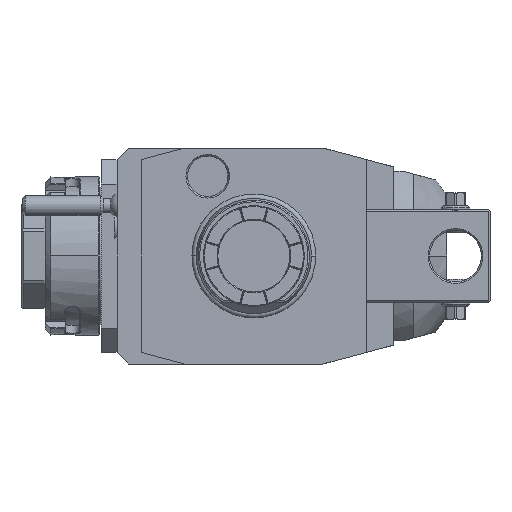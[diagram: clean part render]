
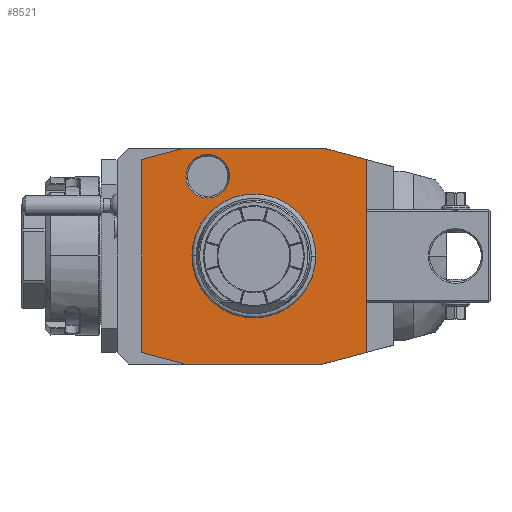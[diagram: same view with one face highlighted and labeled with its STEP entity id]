
A CAD part, front view. The second image highlights one B-rep face of the part: STEP entity #8521.
In plain terms, the highlighted planar face has unit normal (0, -1, 0).
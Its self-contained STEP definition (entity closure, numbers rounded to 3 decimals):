
#1=DIRECTION('',(-1.,0.,0.));
#2=VECTOR('',#1,48.);
#3=CARTESIAN_POINT('',(24.,0.,37.5));
#4=LINE('',#3,#2);
#5=DIRECTION('',(-0.966,0.,0.259));
#6=VECTOR('',#5,15.529);
#7=CARTESIAN_POINT('',(39.,0.,33.481));
#8=LINE('',#7,#6);
#9=DIRECTION('',(0.,0.,1.));
#10=VECTOR('',#9,66.962);
#11=CARTESIAN_POINT('',(39.,0.,-33.481));
#12=LINE('',#11,#10);
#13=DIRECTION('',(0.966,0.,0.259));
#14=VECTOR('',#13,15.529);
#15=CARTESIAN_POINT('',(24.,0.,-37.5));
#16=LINE('',#15,#14);
#17=DIRECTION('',(1.,0.,0.));
#18=VECTOR('',#17,48.);
#19=CARTESIAN_POINT('',(-24.,0.,-37.5));
#20=LINE('',#19,#18);
#21=DIRECTION('',(0.966,0.,-0.259));
#22=VECTOR('',#21,15.529);
#23=CARTESIAN_POINT('',(-39.,0.,-33.481));
#24=LINE('',#23,#22);
#25=DIRECTION('',(0.,0.,-1.));
#26=VECTOR('',#25,66.962);
#27=CARTESIAN_POINT('',(-39.,0.,33.481));
#28=LINE('',#27,#26);
#29=DIRECTION('',(-0.966,0.,-0.259));
#30=VECTOR('',#29,15.529);
#31=CARTESIAN_POINT('',(-24.,0.,37.5));
#32=LINE('',#31,#30);
#33=CARTESIAN_POINT('',(-16.,0.,27.713));
#34=DIRECTION('',(0.,1.,0.));
#35=DIRECTION('',(1.,0.,0.));
#36=AXIS2_PLACEMENT_3D('',#33,#34,#35);
#38=CARTESIAN_POINT('',(-16.,0.,27.713));
#39=DIRECTION('',(0.,1.,0.));
#40=DIRECTION('',(-1.,0.,0.));
#41=AXIS2_PLACEMENT_3D('',#38,#39,#40);
#5223=CARTESIAN_POINT('',(0.,0.,0.));
#5224=DIRECTION('',(0.,1.,0.));
#5225=DIRECTION('',(-1.,0.,0.));
#5226=AXIS2_PLACEMENT_3D('',#5223,#5224,#5225);
#5228=CARTESIAN_POINT('',(0.,0.,0.));
#5229=DIRECTION('',(0.,1.,0.));
#5230=DIRECTION('',(1.,0.,0.));
#5231=AXIS2_PLACEMENT_3D('',#5228,#5229,#5230);
#7522=CARTESIAN_POINT('',(-8.423,0.,27.713));
#7523=CARTESIAN_POINT('',(-23.577,0.,27.713));
#7524=VERTEX_POINT('',#7522);
#7525=VERTEX_POINT('',#7523);
#8340=CARTESIAN_POINT('',(24.,0.,37.5));
#8341=CARTESIAN_POINT('',(-24.,0.,37.5));
#8342=VERTEX_POINT('',#8340);
#8343=VERTEX_POINT('',#8341);
#8344=CARTESIAN_POINT('',(39.,0.,-33.481));
#8345=CARTESIAN_POINT('',(39.,0.,33.481));
#8346=VERTEX_POINT('',#8344);
#8347=VERTEX_POINT('',#8345);
#8348=CARTESIAN_POINT('',(-39.,0.,-33.481));
#8349=CARTESIAN_POINT('',(-24.,0.,-37.5));
#8350=VERTEX_POINT('',#8348);
#8351=VERTEX_POINT('',#8349);
#8352=CARTESIAN_POINT('',(-39.,0.,33.481));
#8353=VERTEX_POINT('',#8352);
#8378=CARTESIAN_POINT('',(24.,0.,-37.5));
#8379=VERTEX_POINT('',#8378);
#8392=CARTESIAN_POINT('',(-21.137,0.,0.));
#8393=CARTESIAN_POINT('',(21.137,0.,0.));
#8394=VERTEX_POINT('',#8392);
#8395=VERTEX_POINT('',#8393);
#8486=CARTESIAN_POINT('',(0.,0.,0.));
#8487=DIRECTION('',(0.,-1.,0.));
#8488=DIRECTION('',(-1.,0.,0.));
#8489=AXIS2_PLACEMENT_3D('',#8486,#8487,#8488);
#8490=PLANE('',#8489);
#8492=ORIENTED_EDGE('',*,*,#8491,.F.);
#8494=ORIENTED_EDGE('',*,*,#8493,.F.);
#8496=ORIENTED_EDGE('',*,*,#8495,.F.);
#8498=ORIENTED_EDGE('',*,*,#8497,.F.);
#8500=ORIENTED_EDGE('',*,*,#8499,.F.);
#8502=ORIENTED_EDGE('',*,*,#8501,.F.);
#8504=ORIENTED_EDGE('',*,*,#8503,.F.);
#8506=ORIENTED_EDGE('',*,*,#8505,.F.);
#8507=EDGE_LOOP('',(#8492,#8494,#8496,#8498,#8500,#8502,#8504,#8506));
#8508=FACE_OUTER_BOUND('',#8507,.F.);
#8510=ORIENTED_EDGE('',*,*,#8509,.F.);
#8512=ORIENTED_EDGE('',*,*,#8511,.F.);
#8513=EDGE_LOOP('',(#8510,#8512));
#8514=FACE_BOUND('',#8513,.F.);
#8516=ORIENTED_EDGE('',*,*,#8515,.F.);
#8518=ORIENTED_EDGE('',*,*,#8517,.F.);
#8519=EDGE_LOOP('',(#8516,#8518));
#8520=FACE_BOUND('',#8519,.F.);
#37=CIRCLE('',#36,7.577);
#42=CIRCLE('',#41,7.577);
#5227=CIRCLE('',#5226,21.137);
#5232=CIRCLE('',#5231,21.137);
#8491=EDGE_CURVE('',#8342,#8343,#4,.T.);
#8493=EDGE_CURVE('',#8347,#8342,#8,.T.);
#8495=EDGE_CURVE('',#8346,#8347,#12,.T.);
#8497=EDGE_CURVE('',#8379,#8346,#16,.T.);
#8499=EDGE_CURVE('',#8351,#8379,#20,.T.);
#8501=EDGE_CURVE('',#8350,#8351,#24,.T.);
#8503=EDGE_CURVE('',#8353,#8350,#28,.T.);
#8505=EDGE_CURVE('',#8343,#8353,#32,.T.);
#8509=EDGE_CURVE('',#8394,#8395,#5227,.T.);
#8511=EDGE_CURVE('',#8395,#8394,#5232,.T.);
#8515=EDGE_CURVE('',#7524,#7525,#37,.T.);
#8517=EDGE_CURVE('',#7525,#7524,#42,.T.);
#8521=ADVANCED_FACE('',(#8508,#8514,#8520),#8490,.T.);
